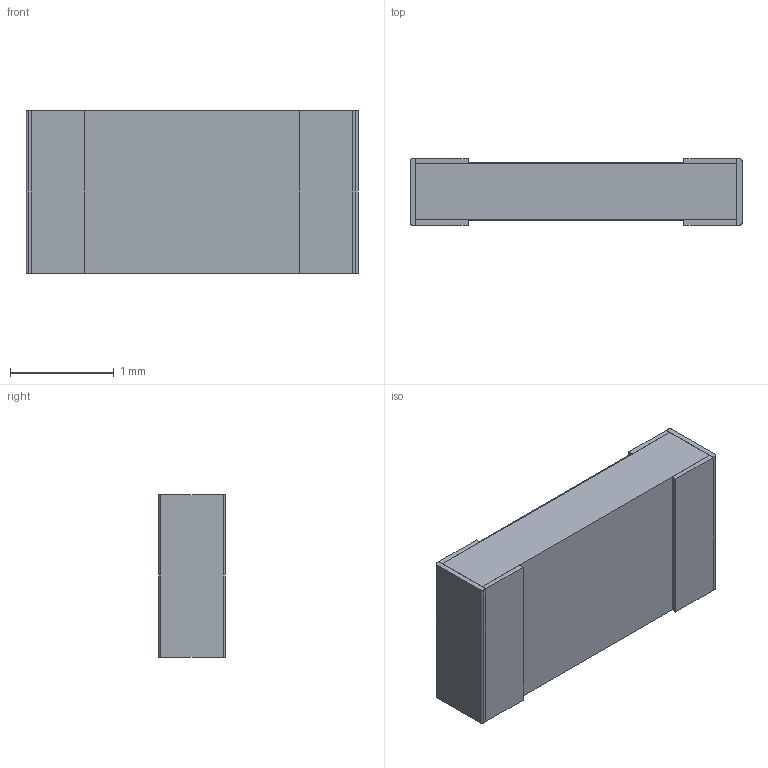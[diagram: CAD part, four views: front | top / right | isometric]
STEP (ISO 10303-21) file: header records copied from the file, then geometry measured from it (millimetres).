
FILE_DESCRIPTION (( 'STEP AP203' ), '1' );
FILE_NAME ('VSMP1206.step', '2016-08-04T10:36:09', ( 'admin' ), ( 'Microsoft' ), 'SwSTEP 2.0', 'SolidWorks 2016', '' );
FILE_SCHEMA (( 'CONFIG_CONTROL_DESIGN' ));
Length unit declared in the file: millimetre
Products named in the file (1): VSMP1206
Bounding box: 3.2 x 0.64 x 1.57 mm (x, y, z)
Volume: 2.9 mm3; surface area: 33 mm2
Topology: 8 solids, 8 shells, 98 faces, 231 edges, 154 vertices
Faces by surface type: plane 71, bspline 23, cylinder 4
Entity records: 4000 total; most frequent: CARTESIAN_POINT 1819, ORIENTED_EDGE 462, DIRECTION 345, EDGE_CURVE 231, VECTOR 177, LINE 177, VERTEX_POINT 154, EDGE_LOOP 103
